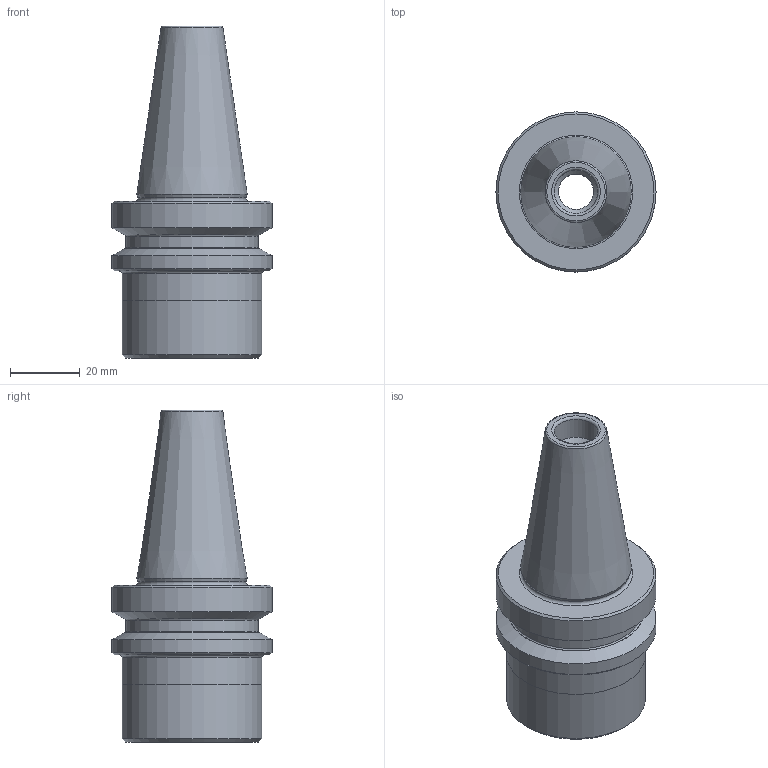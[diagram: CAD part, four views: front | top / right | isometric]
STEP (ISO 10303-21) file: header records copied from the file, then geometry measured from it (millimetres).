
FILE_DESCRIPTION(/* description */ (''),/* implementation_level */ '2;1');
FILE_NAME(/* name */ '213013228.stp',/* time_stamp */ '2021-01-08T12:37:12',/* author */ ('LRA'),/* organization */ ('REGO-FIX'),/* preprocessor_version */ ' Unknown',/* originating_system */ 'SIEMENS PLM Software Solid Edge ST10',/* authorization */ 'Unknown');
FILE_SCHEMA (('AUTOMOTIVE_DESIGN { 1 0 10303 214 2 1 1}'));
Length unit declared in the file: millimetre
Products named in the file (1): NOCUT
Bounding box: 46 x 46 x 95.4 mm (x, y, z)
Volume: 57914.8 mm3; surface area: 17734.3 mm2
Topology: 1 solids, 1 shells, 35 faces, 70 edges, 41 vertices
Faces by surface type: cylinder 11, cone 11, torus 7, plane 6
Full cylindrical faces by diameter (mm): 10.106 x3, 12.5 x1, 20.5 x1, 23.5 x1, 38 x1, 40 x2, 46 x2
Entity records: 992 total; most frequent: DIRECTION 148, CARTESIAN_POINT 109, AXIS2_PLACEMENT_3D 74, ORIENTED_EDGE 70, EDGE_LOOP 70, FACE_BOUND 70, EDGE_CURVE 35, VERTEX_POINT 35
